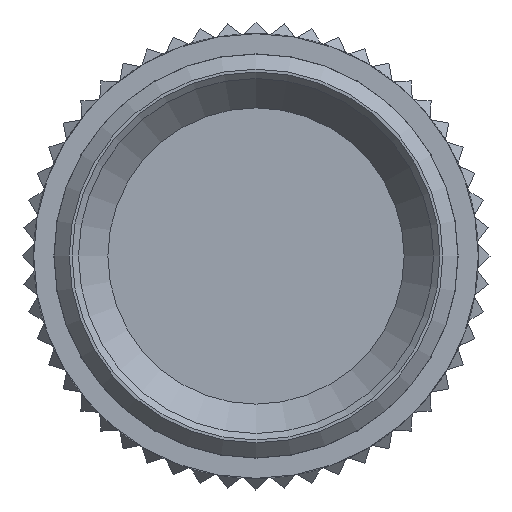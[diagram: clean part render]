
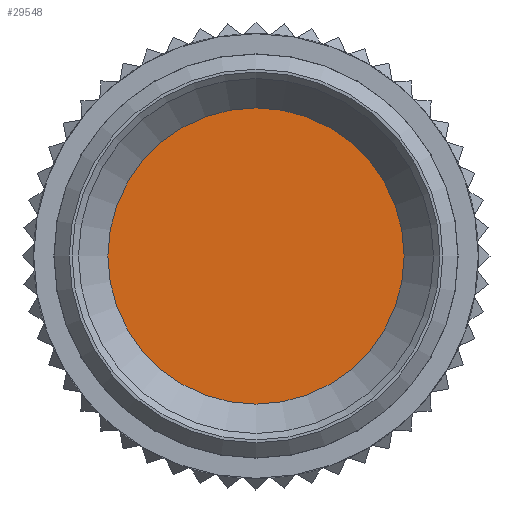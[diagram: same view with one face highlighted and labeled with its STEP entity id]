
A CAD part, left-side view. The second image highlights one B-rep face of the part: STEP entity #29548.
In plain terms, the highlighted planar face has unit normal (-1, 0, 0).
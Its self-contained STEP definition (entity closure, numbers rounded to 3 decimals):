
#10415 = CIRCLE ( 'NONE', #10472, 13.297 ) ;
#10469 = DIRECTION ( 'NONE',  ( 0., 0., 1. ) ) ;
#10470 = DIRECTION ( 'NONE',  ( -1., 0., 0. ) ) ;
#10471 = CARTESIAN_POINT ( 'NONE',  ( 1.93, 0., 0. ) ) ;
#10472 = AXIS2_PLACEMENT_3D ( 'NONE', #10471, #10470, #10469 ) ;
#10911 = CARTESIAN_POINT ( 'NONE',  ( 1.93, 0., 0. ) ) ;
#10914 = FACE_OUTER_BOUND ( 'NONE', #29547, .T. ) ;
#10919 = AXIS2_PLACEMENT_3D ( 'NONE', #10911, #10978, #10964 ) ;
#10964 = DIRECTION ( 'NONE',  ( 0., 0., 1. ) ) ;
#10967 = PLANE ( 'NONE',  #10919 ) ;
#10978 = DIRECTION ( 'NONE',  ( -1., 0., 0. ) ) ;
#18972 = CARTESIAN_POINT ( 'NONE',  ( 1.93, 0., 13.297 ) ) ;
#18977 = VERTEX_POINT ( 'NONE', #18972 ) ;
#29235 = EDGE_CURVE ( 'NONE', #18977, #18977, #10415, .T. ) ;
#29547 = EDGE_LOOP ( 'NONE', ( #29549 ) ) ;
#29548 = ADVANCED_FACE ( 'NONE', ( #10914 ), #10967, .T. ) ;
#29549 = ORIENTED_EDGE ( 'NONE', *, *, #29235, .T. ) ;
